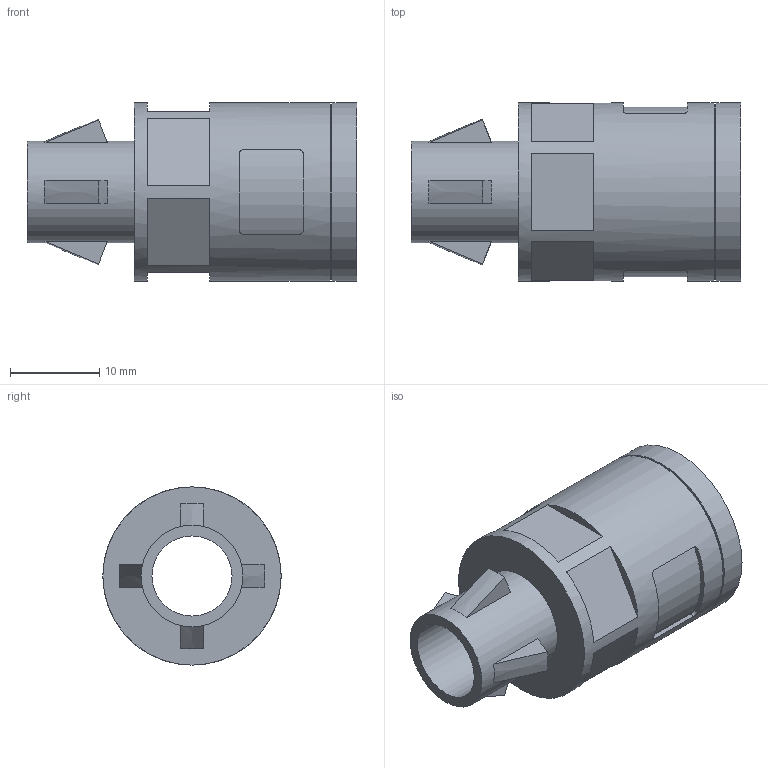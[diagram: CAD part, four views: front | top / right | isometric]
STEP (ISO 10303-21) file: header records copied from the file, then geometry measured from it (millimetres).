
FILE_DESCRIPTION( ( 'STEP AP203' ), '1' );
FILE_NAME( 'FLEXA RQG1-S 5020.382.212.stp', '2020-03-27T09:36:20', ( 'License CC BY-ND 4.0' ), ( 'CADENAS' ), ' ', 'PARTsolutions', ' ' );
FILE_SCHEMA( ( 'CONFIG_CONTROL_DESIGN' ) );
Length unit declared in the file: millimetre
Products named in the file (1): _FLEXA RQG1-S 5020.382.212
Bounding box: 37 x 20 x 20 mm (x, y, z)
Volume: 4903 mm3; surface area: 4085.5 mm2
Topology: 1 solids, 1 shells, 64 faces, 145 edges, 97 vertices
Faces by surface type: plane 40, cylinder 16, cone 8
Full cylindrical faces by diameter (mm): 9 x1, 11.4 x1, 13 x1, 19 x1, 20 x2
Entity records: 1844 total; most frequent: CARTESIAN_POINT 433, DIRECTION 274, ORIENTED_EDGE 264, EDGE_CURVE 132, AXIS2_PLACEMENT_3D 109, VERTEX_POINT 92, EDGE_LOOP 88, FACE_OUTER_BOUND 70
